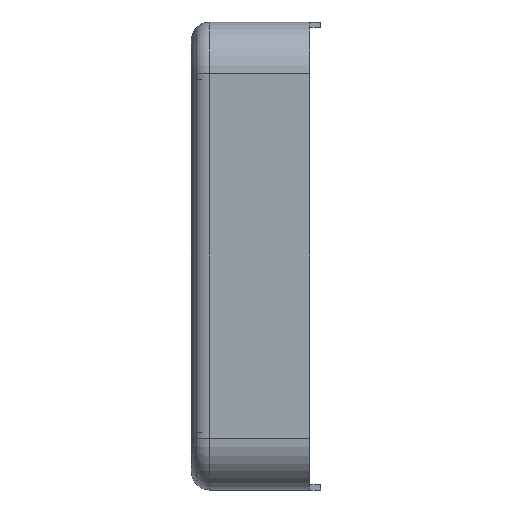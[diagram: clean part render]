
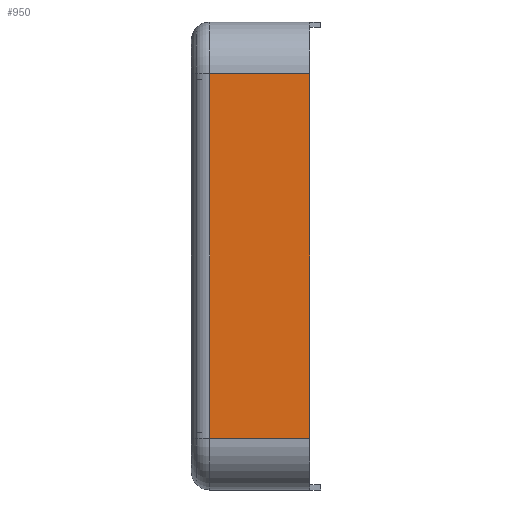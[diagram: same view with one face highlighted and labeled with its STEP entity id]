
A CAD part, left-side view. The second image highlights one B-rep face of the part: STEP entity #950.
In plain terms, the highlighted planar face has unit normal (-1, 0, 0).
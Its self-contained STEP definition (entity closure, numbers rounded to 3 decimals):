
#130=FACE_OUTER_BOUND('',#184,.T.);
#184=EDGE_LOOP('',(#869,#870,#871,#872));
#207=LINE('',#1395,#303);
#270=LINE('',#1575,#366);
#274=LINE('',#1593,#370);
#280=LINE('',#1606,#376);
#303=VECTOR('',#1103,10.);
#366=VECTOR('',#1286,10.);
#370=VECTOR('',#1310,10.);
#376=VECTOR('',#1330,10.);
#402=VERTEX_POINT('',#1392);
#403=VERTEX_POINT('',#1394);
#457=VERTEX_POINT('',#1565);
#459=VERTEX_POINT('',#1571);
#494=EDGE_CURVE('',#403,#402,#207,.T.);
#584=EDGE_CURVE('',#457,#459,#270,.T.);
#594=EDGE_CURVE('',#403,#457,#274,.T.);
#600=EDGE_CURVE('',#402,#459,#280,.T.);
#869=ORIENTED_EDGE('',*,*,#584,.F.);
#870=ORIENTED_EDGE('',*,*,#594,.F.);
#871=ORIENTED_EDGE('',*,*,#494,.T.);
#872=ORIENTED_EDGE('',*,*,#600,.T.);
#900=PLANE('',#1054);
#950=ADVANCED_FACE('',(#130),#900,.T.);
#1054=AXIS2_PLACEMENT_3D('',#1607,#1331,#1332);
#1103=DIRECTION('',(0.,0.,1.));
#1286=DIRECTION('',(0.,0.,1.));
#1310=DIRECTION('',(0.,1.,0.));
#1330=DIRECTION('',(0.,1.,0.));
#1331=DIRECTION('center_axis',(-1.,0.,0.));
#1332=DIRECTION('ref_axis',(0.,0.,1.));
#1392=CARTESIAN_POINT('',(-25.55,0.,10.));
#1394=CARTESIAN_POINT('',(-25.55,0.,-10.));
#1395=CARTESIAN_POINT('',(-25.55,0.,-10.));
#1565=CARTESIAN_POINT('',(-25.55,5.5,-10.));
#1571=CARTESIAN_POINT('',(-25.55,5.5,10.));
#1575=CARTESIAN_POINT('',(-25.55,5.5,-5.));
#1593=CARTESIAN_POINT('',(-25.55,0.,-10.));
#1606=CARTESIAN_POINT('',(-25.55,0.,10.));
#1607=CARTESIAN_POINT('Origin',(-25.55,0.,-10.));
